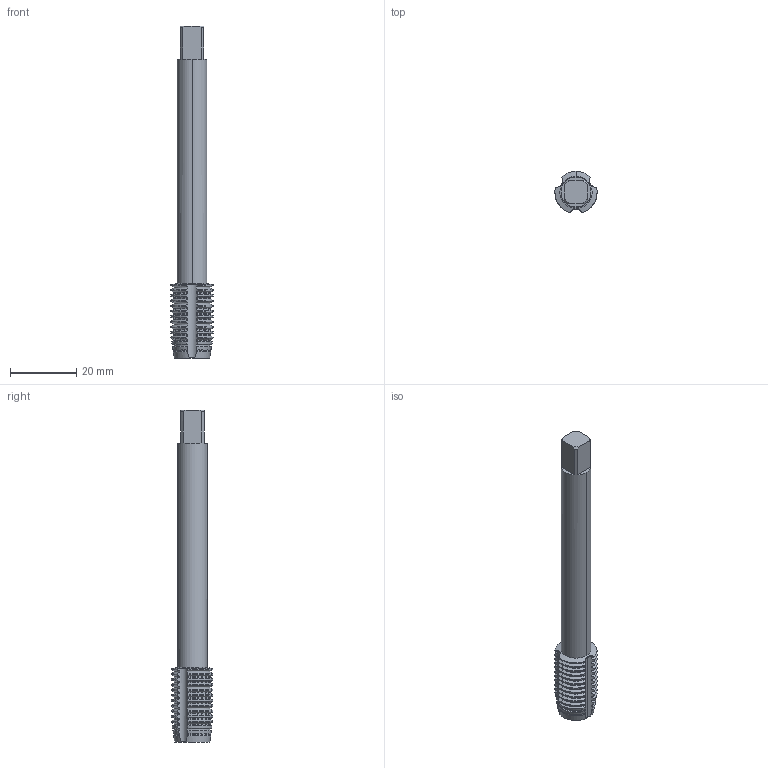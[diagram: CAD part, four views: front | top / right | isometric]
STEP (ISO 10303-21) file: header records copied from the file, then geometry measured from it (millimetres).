
FILE_DESCRIPTION(('no description'),'unknown implementation level');
FILE_NAME('solid2q6KHAHT2s39Gx3I_6xvJIRwF0c_1.STP',' ',('CIM GmbH Aachen'),('CADClick - KiM GmbH - www.kimweb.de'),'unknown preprocess','ACIS','unknown authorization');
FILE_SCHEMA(('automotive_design'));
Length unit declared in the file: millimetre
Products named in the file (2): 1; 2
Bounding box: 12.7 x 12.43 x 100 mm (x, y, z)
Volume: 7090.5 mm3; surface area: 4978.2 mm2
Topology: 2 solids, 2 shells, 301 faces, 832 edges, 535 vertices
Faces by surface type: cone 156, cylinder 125, plane 17, torus 3
Entity records: 24594 total; most frequent: CARTESIAN_POINT 7741, STYLED_ITEM 1670, PRESENTATION_STYLE_ASSIGNMENT 1670, COLOUR_RGB 1670, ORIENTED_EDGE 1664, DIRECTION 1571, EDGE_CURVE 832, CURVE_STYLE 832
